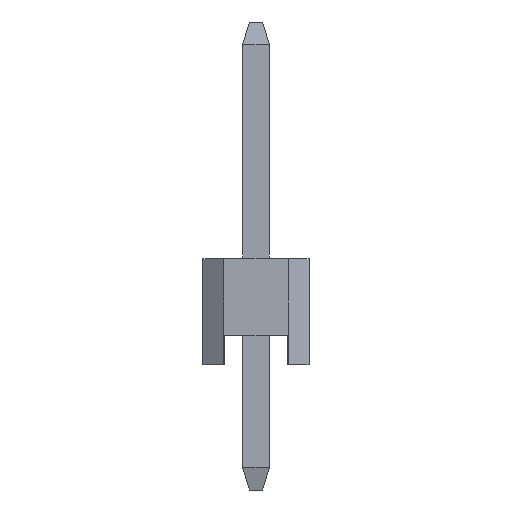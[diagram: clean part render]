
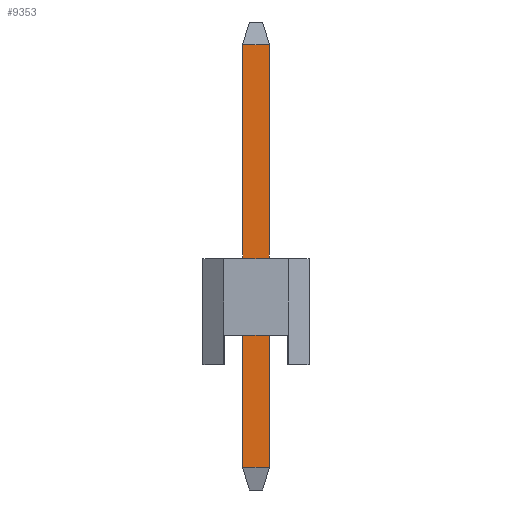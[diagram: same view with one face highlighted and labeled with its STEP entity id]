
A CAD part, left-side view. The second image highlights one B-rep face of the part: STEP entity #9353.
In plain terms, the highlighted planar face has unit normal (-1, 0, 0).
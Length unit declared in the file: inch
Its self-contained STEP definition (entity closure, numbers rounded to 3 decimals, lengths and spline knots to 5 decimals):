
#8947 = B_SPLINE_SURFACE_WITH_KNOTS('',1,1,(
    (#8948,#8949)
    ,(#8950,#8951
    )),.UNSPECIFIED.,.F.,.F.,.F.,(2,2),(2,2),(0.,0.64),(0.,1.),
  .PIECEWISE_BEZIER_KNOTS.);
#8948 = CARTESIAN_POINT('',(-0.0126,-0.0126,
    -0.09661));
#8949 = CARTESIAN_POINT('',(-0.0063,-0.0063,
    -0.11811));
#8950 = CARTESIAN_POINT('',(-0.0126,0.0126,
    -0.09661));
#8951 = CARTESIAN_POINT('',(-0.0063,0.0063,
    -0.11811));
#8962 = VERTEX_POINT('',#8963);
#8963 = CARTESIAN_POINT('',(-0.0126,0.0126,
    -0.09661));
#8979 = PLANE('',#8980);
#8980 = AXIS2_PLACEMENT_3D('',#8981,#8982,#8983);
#8981 = CARTESIAN_POINT('',(-0.0126,0.0126,
    -0.09661));
#8982 = DIRECTION('',(0.,1.,0.));
#8983 = DIRECTION('',(1.,0.,0.));
#9089 = VERTEX_POINT('',#9090);
#9090 = CARTESIAN_POINT('',(-0.0126,-0.0126,
    -0.09661));
#9104 = PLANE('',#9105);
#9105 = AXIS2_PLACEMENT_3D('',#9106,#9107,#9108);
#9106 = CARTESIAN_POINT('',(0.0126,-0.0126,
    -0.09661));
#9107 = DIRECTION('',(0.,-1.,0.));
#9108 = DIRECTION('',(-1.,0.,0.));
#9141 = EDGE_CURVE('',#9089,#8962,#9142,.T.);
#9142 = SURFACE_CURVE('',#9143,(#9147,#9154),.PCURVE_S1.);
#9143 = LINE('',#9144,#9145);
#9144 = CARTESIAN_POINT('',(-0.0126,-0.0126,
    -0.09661));
#9145 = VECTOR('',#9146,0.03937);
#9146 = DIRECTION('',(0.,1.,0.));
#9147 = PCURVE('',#8947,#9148);
#9148 = DEFINITIONAL_REPRESENTATION('',(#9149),#9153);
#9149 = LINE('',#9150,#9151);
#9150 = CARTESIAN_POINT('',(0.,0.));
#9151 = VECTOR('',#9152,1.);
#9152 = DIRECTION('',(1.,0.));
#9153 = ( GEOMETRIC_REPRESENTATION_CONTEXT(2) 
PARAMETRIC_REPRESENTATION_CONTEXT() REPRESENTATION_CONTEXT('2D SPACE',''
  ) );
#9154 = PCURVE('',#9155,#9160);
#9155 = PLANE('',#9156);
#9156 = AXIS2_PLACEMENT_3D('',#9157,#9158,#9159);
#9157 = CARTESIAN_POINT('',(-0.0126,-0.0126,
    -0.09661));
#9158 = DIRECTION('',(-1.,0.,0.));
#9159 = DIRECTION('',(0.,1.,0.));
#9160 = DEFINITIONAL_REPRESENTATION('',(#9161),#9165);
#9161 = LINE('',#9162,#9163);
#9162 = CARTESIAN_POINT('',(0.,0.));
#9163 = VECTOR('',#9164,1.);
#9164 = DIRECTION('',(1.,0.));
#9165 = ( GEOMETRIC_REPRESENTATION_CONTEXT(2) 
PARAMETRIC_REPRESENTATION_CONTEXT() REPRESENTATION_CONTEXT('2D SPACE',''
  ) );
#9173 = EDGE_CURVE('',#8962,#9174,#9176,.T.);
#9174 = VERTEX_POINT('',#9175);
#9175 = CARTESIAN_POINT('',(-0.0126,0.0126,
    0.30134));
#9176 = SURFACE_CURVE('',#9177,(#9181,#9188),.PCURVE_S1.);
#9177 = LINE('',#9178,#9179);
#9178 = CARTESIAN_POINT('',(-0.0126,0.0126,
    -0.09661));
#9179 = VECTOR('',#9180,0.03937);
#9180 = DIRECTION('',(0.,0.,1.));
#9181 = PCURVE('',#8979,#9182);
#9182 = DEFINITIONAL_REPRESENTATION('',(#9183),#9187);
#9183 = LINE('',#9184,#9185);
#9184 = CARTESIAN_POINT('',(0.,0.));
#9185 = VECTOR('',#9186,1.);
#9186 = DIRECTION('',(0.,-1.));
#9187 = ( GEOMETRIC_REPRESENTATION_CONTEXT(2) 
PARAMETRIC_REPRESENTATION_CONTEXT() REPRESENTATION_CONTEXT('2D SPACE',''
  ) );
#9188 = PCURVE('',#9155,#9189);
#9189 = DEFINITIONAL_REPRESENTATION('',(#9190),#9194);
#9190 = LINE('',#9191,#9192);
#9191 = CARTESIAN_POINT('',(0.025,0.));
#9192 = VECTOR('',#9193,1.);
#9193 = DIRECTION('',(0.,-1.));
#9194 = ( GEOMETRIC_REPRESENTATION_CONTEXT(2) 
PARAMETRIC_REPRESENTATION_CONTEXT() REPRESENTATION_CONTEXT('2D SPACE',''
  ) );
#9305 = VERTEX_POINT('',#9306);
#9306 = CARTESIAN_POINT('',(-0.0126,-0.0126,
    0.30134));
#9332 = EDGE_CURVE('',#9089,#9305,#9333,.T.);
#9333 = SURFACE_CURVE('',#9334,(#9338,#9345),.PCURVE_S1.);
#9334 = LINE('',#9335,#9336);
#9335 = CARTESIAN_POINT('',(-0.0126,-0.0126,
    -0.09661));
#9336 = VECTOR('',#9337,0.03937);
#9337 = DIRECTION('',(0.,0.,1.));
#9338 = PCURVE('',#9104,#9339);
#9339 = DEFINITIONAL_REPRESENTATION('',(#9340),#9344);
#9340 = LINE('',#9341,#9342);
#9341 = CARTESIAN_POINT('',(0.025,0.));
#9342 = VECTOR('',#9343,1.);
#9343 = DIRECTION('',(0.,-1.));
#9344 = ( GEOMETRIC_REPRESENTATION_CONTEXT(2) 
PARAMETRIC_REPRESENTATION_CONTEXT() REPRESENTATION_CONTEXT('2D SPACE',''
  ) );
#9345 = PCURVE('',#9155,#9346);
#9346 = DEFINITIONAL_REPRESENTATION('',(#9347),#9351);
#9347 = LINE('',#9348,#9349);
#9348 = CARTESIAN_POINT('',(0.,0.));
#9349 = VECTOR('',#9350,1.);
#9350 = DIRECTION('',(0.,-1.));
#9351 = ( GEOMETRIC_REPRESENTATION_CONTEXT(2) 
PARAMETRIC_REPRESENTATION_CONTEXT() REPRESENTATION_CONTEXT('2D SPACE',''
  ) );
#9353 = ADVANCED_FACE('',(#9354),#9155,.T.);
#9354 = FACE_BOUND('',#9355,.T.);
#9355 = EDGE_LOOP('',(#9356,#9357,#9383,#9384));
#9356 = ORIENTED_EDGE('',*,*,#9332,.T.);
#9357 = ORIENTED_EDGE('',*,*,#9358,.T.);
#9358 = EDGE_CURVE('',#9305,#9174,#9359,.T.);
#9359 = SURFACE_CURVE('',#9360,(#9364,#9371),.PCURVE_S1.);
#9360 = LINE('',#9361,#9362);
#9361 = CARTESIAN_POINT('',(-0.0126,-0.0126,
    0.30134));
#9362 = VECTOR('',#9363,0.03937);
#9363 = DIRECTION('',(0.,1.,0.));
#9364 = PCURVE('',#9155,#9365);
#9365 = DEFINITIONAL_REPRESENTATION('',(#9366),#9370);
#9366 = LINE('',#9367,#9368);
#9367 = CARTESIAN_POINT('',(0.,-0.398));
#9368 = VECTOR('',#9369,1.);
#9369 = DIRECTION('',(1.,0.));
#9370 = ( GEOMETRIC_REPRESENTATION_CONTEXT(2) 
PARAMETRIC_REPRESENTATION_CONTEXT() REPRESENTATION_CONTEXT('2D SPACE',''
  ) );
#9371 = PCURVE('',#9372,#9377);
#9372 = B_SPLINE_SURFACE_WITH_KNOTS('',1,1,(
    (#9373,#9374)
    ,(#9375,#9376
    )),.UNSPECIFIED.,.F.,.F.,.F.,(2,2),(2,2),(0.,0.64),(0.,1.),
  .PIECEWISE_BEZIER_KNOTS.);
#9373 = CARTESIAN_POINT('',(-0.0126,-0.0126,
    0.30134));
#9374 = CARTESIAN_POINT('',(-0.0063,-0.0063,
    0.32283));
#9375 = CARTESIAN_POINT('',(-0.0126,0.0126,
    0.30134));
#9376 = CARTESIAN_POINT('',(-0.0063,0.0063,
    0.32283));
#9377 = DEFINITIONAL_REPRESENTATION('',(#9378),#9382);
#9378 = LINE('',#9379,#9380);
#9379 = CARTESIAN_POINT('',(0.,0.));
#9380 = VECTOR('',#9381,1.);
#9381 = DIRECTION('',(1.,0.));
#9382 = ( GEOMETRIC_REPRESENTATION_CONTEXT(2) 
PARAMETRIC_REPRESENTATION_CONTEXT() REPRESENTATION_CONTEXT('2D SPACE',''
  ) );
#9383 = ORIENTED_EDGE('',*,*,#9173,.F.);
#9384 = ORIENTED_EDGE('',*,*,#9141,.F.);
